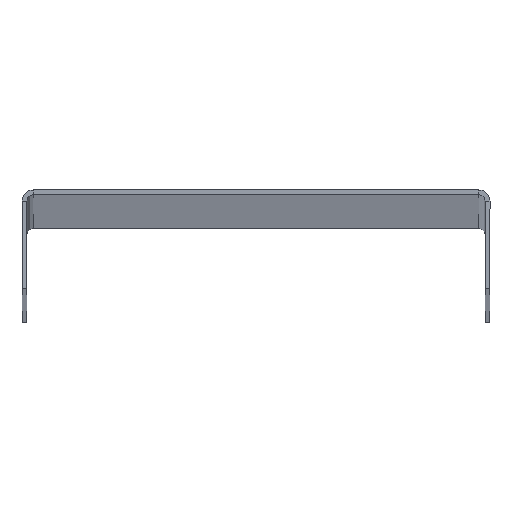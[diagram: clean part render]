
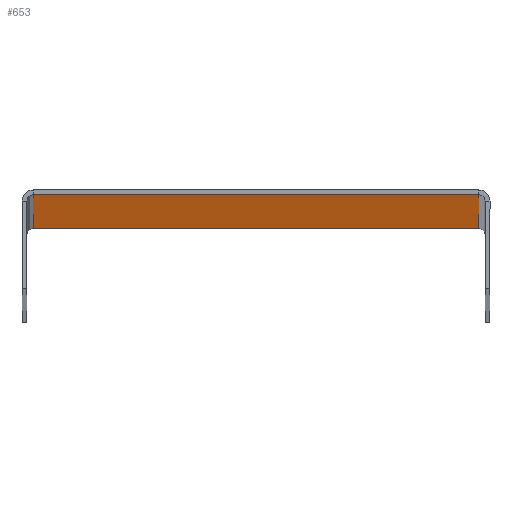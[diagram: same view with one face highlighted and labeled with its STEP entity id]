
A CAD part, top view. The second image highlights one B-rep face of the part: STEP entity #653.
In plain terms, the highlighted planar face has unit normal (0, -1, 0).
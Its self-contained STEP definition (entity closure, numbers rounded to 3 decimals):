
#27 = DIRECTION ( 'NONE',  ( 0., 0., -1. ) ) ;
#29 = DIRECTION ( 'NONE',  ( 0., -1., 0. ) ) ;
#40 = PLANE ( 'NONE',  #813 ) ;
#49 = LINE ( 'NONE', #639, #50 ) ;
#50 = VECTOR ( 'NONE', #636, 1000. ) ;
#68 = EDGE_LOOP ( 'NONE', ( #74, #734, #475, #81 ) ) ;
#74 = ORIENTED_EDGE ( 'NONE', *, *, #896, .F. ) ;
#80 = CARTESIAN_POINT ( 'NONE',  ( 50., 0., -1500. ) ) ;
#81 = ORIENTED_EDGE ( 'NONE', *, *, #455, .F. ) ;
#103 = DIRECTION ( 'NONE',  ( 1., 0., 0. ) ) ;
#126 = CARTESIAN_POINT ( 'NONE',  ( 0., 0., 1500. ) ) ;
#155 = VERTEX_POINT ( 'NONE', #578 ) ;
#170 = LINE ( 'NONE', #126, #206 ) ;
#206 = VECTOR ( 'NONE', #103, 1000. ) ;
#241 = VERTEX_POINT ( 'NONE', #897 ) ;
#254 = EDGE_CURVE ( 'NONE', #155, #241, #468, .T. ) ;
#300 = FACE_OUTER_BOUND ( 'NONE', #68, .T. ) ;
#388 = VERTEX_POINT ( 'NONE', #674 ) ;
#455 = EDGE_CURVE ( 'NONE', #465, #241, #49, .T. ) ;
#465 = VERTEX_POINT ( 'NONE', #620 ) ;
#468 = LINE ( 'NONE', #886, #762 ) ;
#475 = ORIENTED_EDGE ( 'NONE', *, *, #254, .T. ) ;
#578 = CARTESIAN_POINT ( 'NONE',  ( -34.5, 0., 1500. ) ) ;
#620 = CARTESIAN_POINT ( 'NONE',  ( 34.5, 0., -1500. ) ) ;
#630 = EDGE_CURVE ( 'NONE', #155, #388, #170, .T. ) ;
#636 = DIRECTION ( 'NONE',  ( -1., 0., 0. ) ) ;
#639 = CARTESIAN_POINT ( 'NONE',  ( 0., 0., -1500. ) ) ;
#653 = ADVANCED_FACE ( 'NONE', ( #300 ), #40, .T. ) ;
#674 = CARTESIAN_POINT ( 'NONE',  ( 34.5, 0., 1500. ) ) ;
#734 = ORIENTED_EDGE ( 'NONE', *, *, #630, .F. ) ;
#762 = VECTOR ( 'NONE', #878, 1000. ) ;
#765 = VECTOR ( 'NONE', #873, 1000. ) ;
#795 = CARTESIAN_POINT ( 'NONE',  ( 34.5, 0., -1500. ) ) ;
#813 = AXIS2_PLACEMENT_3D ( 'NONE', #80, #29, #27 ) ;
#818 = LINE ( 'NONE', #795, #765 ) ;
#873 = DIRECTION ( 'NONE',  ( 0., 0., -1. ) ) ;
#878 = DIRECTION ( 'NONE',  ( 0., 0., -1. ) ) ;
#886 = CARTESIAN_POINT ( 'NONE',  ( -34.5, 0., -1500. ) ) ;
#896 = EDGE_CURVE ( 'NONE', #388, #465, #818, .T. ) ;
#897 = CARTESIAN_POINT ( 'NONE',  ( -34.5, 0., -1500. ) ) ;
